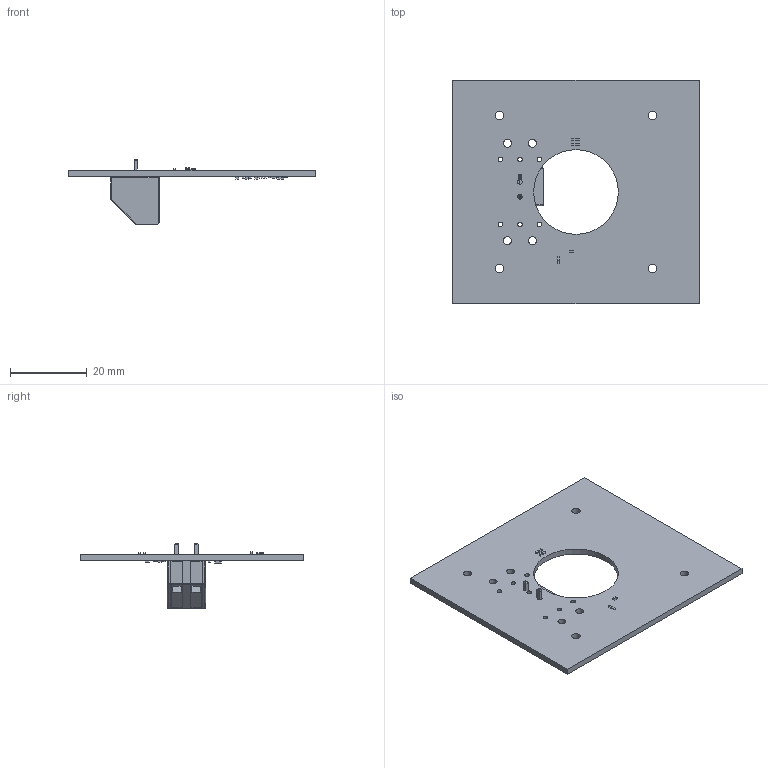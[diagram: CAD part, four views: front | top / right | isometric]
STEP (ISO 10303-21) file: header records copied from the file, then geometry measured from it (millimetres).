
FILE_DESCRIPTION(('KiCad electronic assembly'),'2;1');
FILE_NAME('solarpcd.step','2019-10-29T08:28:33',('An Author'),( 'A Company'),'Open CASCADE STEP processor 6.9', 'KiCad to STEP converter','Unknown');
FILE_SCHEMA(('AUTOMOTIVE_DESIGN { 1 0 10303 214 1 1 1 1 }'));
Length unit declared in the file: millimetre
Products named in the file (10): Open CASCADE STEP translator 6.9 1; C_0402_1005Metric; SOLID; Altech_AK300_1x02_P5.00mm_45-Degree; R_0402_1005Metric; C_0603_1608Metric; COMPOUND
Assembly tree (39 placements, depth 3):
  Open CASCADE STEP translator 6.9 1
    C_0402_1005Metric  x10
      SOLID
    Altech_AK300_1x02_P5.00mm_45-Degree
      SOLID
    R_0402_1005Metric  x19
      SOLID
    C_0603_1608Metric  x4
      SOLID
    COMPOUND
Bounding box: 64 x 58 x 17.1 mm (x, y, z)
Volume: 6425.4 mm3; surface area: 8698.5 mm2
Topology: 35 solids, 35 shells, 1022 faces, 2650 edges, 1722 vertices
Faces by surface type: plane 638, cylinder 370, bspline 8, torus 6
Full cylindrical faces by diameter (mm): 1.2 x8, 2.059 x4, 2.16 x2, 2.2 x4, 2.455 x2, 22 x1
Entity records: 19315 total; most frequent: CARTESIAN_POINT 6394, DIRECTION 2146, LINE 1242, VECTOR 1242, ORIENTED_EDGE 1112, PCURVE 1112, DEFINITIONAL_REPRESENTATION 1112, EDGE_CURVE 556
